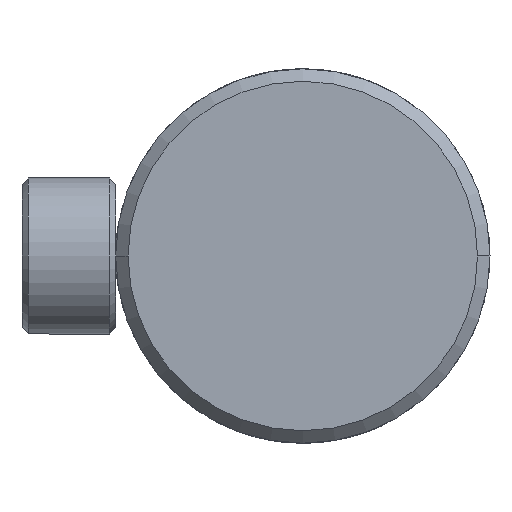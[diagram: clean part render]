
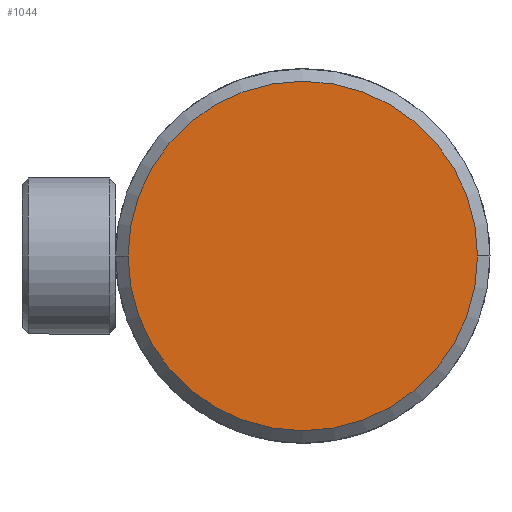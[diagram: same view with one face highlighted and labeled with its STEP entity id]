
A CAD part, left-side view. The second image highlights one B-rep face of the part: STEP entity #1044.
In plain terms, the highlighted planar face has unit normal (-1, 0, 0).
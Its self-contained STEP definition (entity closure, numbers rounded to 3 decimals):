
#134 = AXIS2_PLACEMENT_3D ( 'NONE', #3039, #3553, #3939 ) ;
#478 = AXIS2_PLACEMENT_3D ( 'NONE', #2797, #1101, #3833 ) ;
#481 = ORIENTED_EDGE ( 'NONE', *, *, #4240, .T. ) ;
#884 = CIRCLE ( 'NONE', #134, 28. ) ;
#963 = AXIS2_PLACEMENT_3D ( 'NONE', #1989, #1507, #1943 ) ;
#1044 = ADVANCED_FACE ( 'NONE', ( #4254 ), #1435, .T. ) ;
#1101 = DIRECTION ( 'NONE',  ( -1., 0., 0. ) ) ;
#1171 = CARTESIAN_POINT ( 'NONE',  ( -47., 28., 0. ) ) ;
#1394 = EDGE_LOOP ( 'NONE', ( #2582, #481 ) ) ;
#1435 = PLANE ( 'NONE',  #478 ) ;
#1507 = DIRECTION ( 'NONE',  ( -1., 0., 0. ) ) ;
#1627 = VERTEX_POINT ( 'NONE', #1171 ) ;
#1823 = EDGE_CURVE ( 'NONE', #1627, #3089, #884, .T. ) ;
#1943 = DIRECTION ( 'NONE',  ( 0., -1., 0. ) ) ;
#1989 = CARTESIAN_POINT ( 'NONE',  ( -47., 0., 0. ) ) ;
#2066 = CARTESIAN_POINT ( 'NONE',  ( -47., -28., 0. ) ) ;
#2582 = ORIENTED_EDGE ( 'NONE', *, *, #1823, .T. ) ;
#2797 = CARTESIAN_POINT ( 'NONE',  ( -47., 0., 0. ) ) ;
#3039 = CARTESIAN_POINT ( 'NONE',  ( -47., 0., 0. ) ) ;
#3089 = VERTEX_POINT ( 'NONE', #2066 ) ;
#3553 = DIRECTION ( 'NONE',  ( -1., 0., 0. ) ) ;
#3669 = CIRCLE ( 'NONE', #963, 28. ) ;
#3833 = DIRECTION ( 'NONE',  ( 0., -1., 0. ) ) ;
#3939 = DIRECTION ( 'NONE',  ( 0., -1., 0. ) ) ;
#4240 = EDGE_CURVE ( 'NONE', #3089, #1627, #3669, .T. ) ;
#4254 = FACE_OUTER_BOUND ( 'NONE', #1394, .T. ) ;
